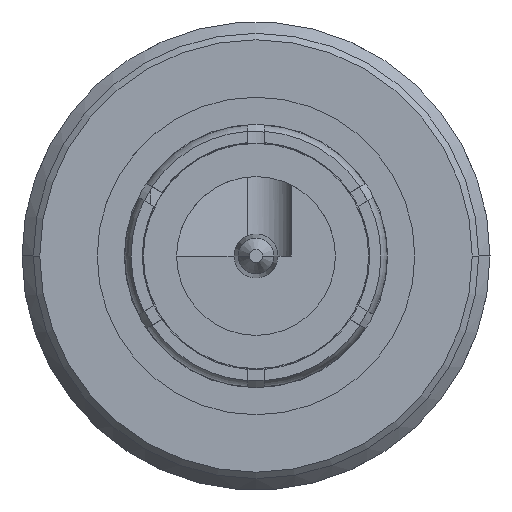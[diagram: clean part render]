
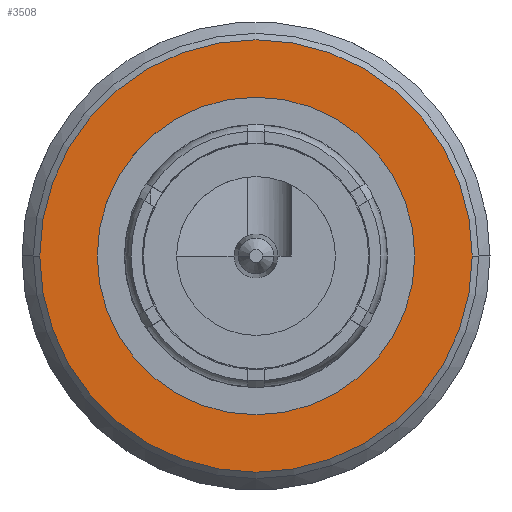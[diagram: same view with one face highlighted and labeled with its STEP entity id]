
A CAD part, left-side view. The second image highlights one B-rep face of the part: STEP entity #3508.
In plain terms, the highlighted planar face has unit normal (-1, 0, 0).
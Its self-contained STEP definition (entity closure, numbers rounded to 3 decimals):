
#824=CARTESIAN_POINT('',(-11.3,0.,0.));
#825=DIRECTION('',(-1.,0.,0.));
#826=DIRECTION('',(0.,1.,0.));
#827=AXIS2_PLACEMENT_3D('',#824,#825,#826);
#829=CARTESIAN_POINT('',(-11.3,0.,0.));
#830=DIRECTION('',(-1.,0.,0.));
#831=DIRECTION('',(0.,-1.,0.));
#832=AXIS2_PLACEMENT_3D('',#829,#830,#831);
#834=CARTESIAN_POINT('',(-11.3,0.,0.));
#835=DIRECTION('',(1.,0.,0.));
#836=DIRECTION('',(0.,1.,0.));
#837=AXIS2_PLACEMENT_3D('',#834,#835,#836);
#839=CARTESIAN_POINT('',(-11.3,0.,0.));
#840=DIRECTION('',(1.,0.,0.));
#841=DIRECTION('',(0.,-1.,0.));
#842=AXIS2_PLACEMENT_3D('',#839,#840,#841);
#2087=CARTESIAN_POINT('',(-11.3,6.7,0.));
#2088=CARTESIAN_POINT('',(-11.3,-6.7,0.));
#2089=VERTEX_POINT('',#2087);
#2090=VERTEX_POINT('',#2088);
#2370=CARTESIAN_POINT('',(-11.3,4.92,0.));
#2372=VERTEX_POINT('',#2370);
#2375=CARTESIAN_POINT('',(-11.3,-4.92,0.));
#2376=VERTEX_POINT('',#2375);
#3493=CARTESIAN_POINT('',(-11.3,0.,0.));
#3494=DIRECTION('',(-1.,0.,0.));
#3495=DIRECTION('',(0.,1.,0.));
#3496=AXIS2_PLACEMENT_3D('',#3493,#3494,#3495);
#3497=PLANE('',#3496);
#3499=ORIENTED_EDGE('',*,*,#3498,.F.);
#3501=ORIENTED_EDGE('',*,*,#3500,.F.);
#3502=EDGE_LOOP('',(#3499,#3501));
#3503=FACE_OUTER_BOUND('',#3502,.F.);
#3504=ORIENTED_EDGE('',*,*,#3398,.F.);
#3505=ORIENTED_EDGE('',*,*,#3416,.F.);
#3506=EDGE_LOOP('',(#3504,#3505));
#3507=FACE_BOUND('',#3506,.F.);
#828=CIRCLE('',#827,6.7);
#833=CIRCLE('',#832,6.7);
#838=CIRCLE('',#837,4.92);
#843=CIRCLE('',#842,4.92);
#3398=EDGE_CURVE('',#2372,#2376,#838,.T.);
#3416=EDGE_CURVE('',#2376,#2372,#843,.T.);
#3498=EDGE_CURVE('',#2089,#2090,#828,.T.);
#3500=EDGE_CURVE('',#2090,#2089,#833,.T.);
#3508=ADVANCED_FACE('',(#3503,#3507),#3497,.T.);
